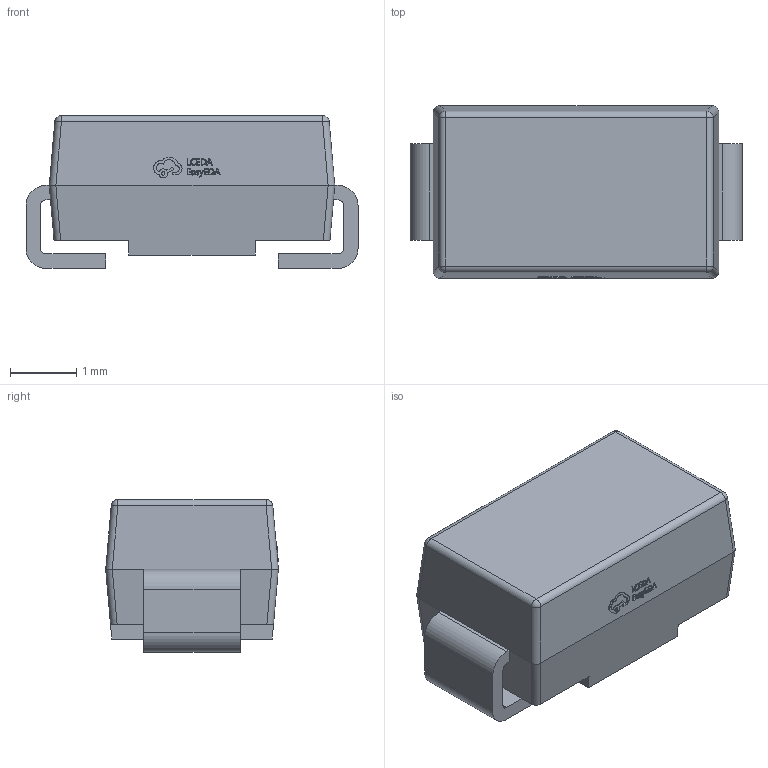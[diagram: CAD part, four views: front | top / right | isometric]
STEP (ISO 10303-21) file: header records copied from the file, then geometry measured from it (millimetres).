
FILE_DESCRIPTION (( 'STEP AP214' ), '1' );
FILE_NAME ('DO-214AC_L4.3-W2.6-LS5.0-BI.STEP', '2024-07-02T00:15:09', ( '个人用户' ), ( '微软中国' ), 'SwSTEP 2.0', 'SolidWorks 2020', '' );
FILE_SCHEMA (( 'AUTOMOTIVE_DESIGN' ));
Length unit declared in the file: millimetre
Products named in the file (1): DO-214AC_L4.3-W2.6-LS5.0-BI
Bounding box: 5 x 2.6 x 2.3 mm (x, y, z)
Volume: 22.3 mm3; surface area: 61.4 mm2
Topology: 1 solids, 1 shells, 280 faces, 753 edges, 494 vertices
Faces by surface type: plane 158, bspline 98, cylinder 20, sphere 4
Entity records: 12299 total; most frequent: CARTESIAN_POINT 2858, ORIENTED_EDGE 1506, DIRECTION 939, EDGE_CURVE 753, LINE 517, VECTOR 517, VERTEX_POINT 494, EDGE_LOOP 299
